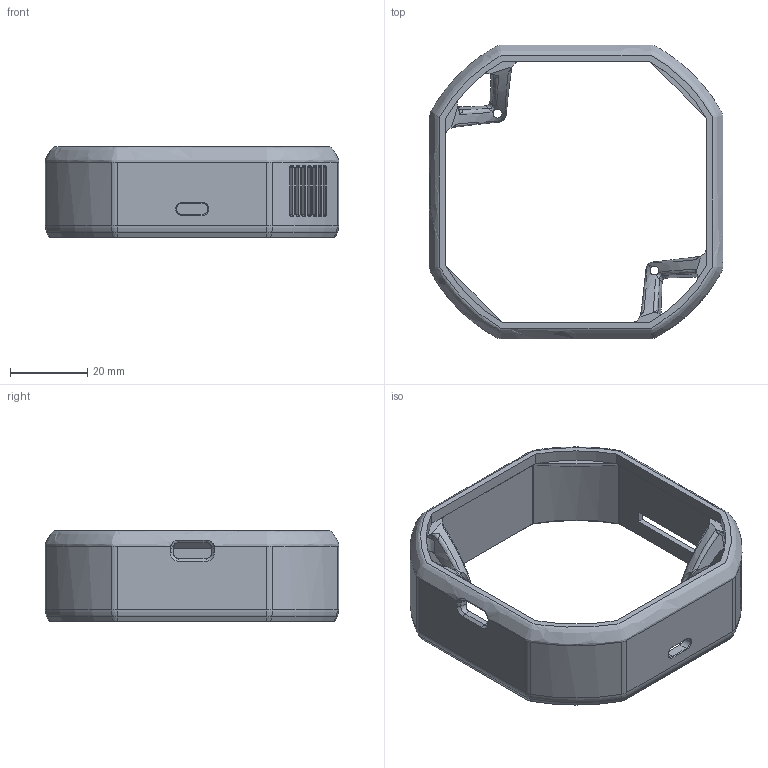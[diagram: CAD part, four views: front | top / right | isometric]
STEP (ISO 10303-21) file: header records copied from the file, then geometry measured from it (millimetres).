
FILE_DESCRIPTION(/* description */ ('STEP AP214'),/* implementation_level */ '2;1');
FILE_NAME(/* name */ '60a25ea27b5fd60faff7b9f6',/* time_stamp */ '2021-05-17T12:16:35+00:00',/* author */ (''),/* organization */ (''),/* preprocessor_version */ 'ST-DEVELOPER v18.1',/* originating_system */ ' ',/* authorisation */ ' ');
FILE_SCHEMA (('AUTOMOTIVE_DESIGN {1 0 10303 214 3 1 1}'));
Length unit declared in the file: metre
Products named in the file (1): top
Bounding box: 76.03 x 76 x 23.5 mm (x, y, z)
Volume: 16986.1 mm3; surface area: 14670.4 mm2
Topology: 1 solids, 5 shells, 336 faces, 847 edges, 497 vertices
Faces by surface type: plane 122, bspline 100, cylinder 62, cone 36, torus 16
Full cylindrical faces by diameter (mm): 2.3 x2
Entity records: 18637 total; most frequent: CARTESIAN_POINT 11522, ORIENTED_EDGE 1652, DIRECTION 1133, EDGE_CURVE 826, VERTEX_POINT 495, AXIS2_PLACEMENT_3D 386, LINE 361, VECTOR 361
